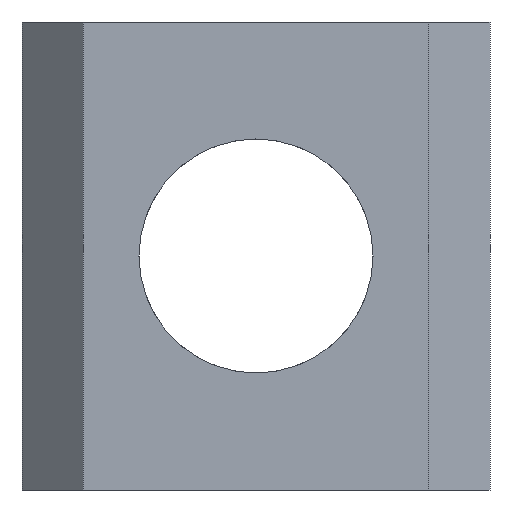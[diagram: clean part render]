
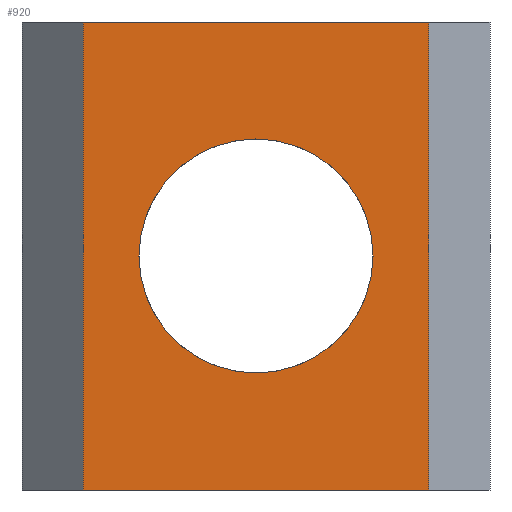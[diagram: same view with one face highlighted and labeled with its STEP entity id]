
A CAD part, front view. The second image highlights one B-rep face of the part: STEP entity #920.
In plain terms, the highlighted planar face has unit normal (0, -1, 0).
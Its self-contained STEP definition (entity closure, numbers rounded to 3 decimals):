
#283=CARTESIAN_POINT('',(12.,0.0,8.0));
#284=VERTEX_POINT('',#283);
#285=CARTESIAN_POINT('',(8.0,0.0,8.0));
#286=DIRECTION('',(0.0,1.0,0.0));
#287=DIRECTION('',(-1.0,0.0,0.0));
#288=AXIS2_PLACEMENT_3D('',#285,#286,#287);
#289=CIRCLE('',#288,4.0);
#290=EDGE_CURVE('',#284,#284,#289,.T.);
#467=CARTESIAN_POINT('',(2.1,0.0,16.0));
#468=VERTEX_POINT('',#467);
#475=CARTESIAN_POINT('',(13.9,0.0,16.0));
#476=VERTEX_POINT('',#475);
#477=CARTESIAN_POINT('',(2.1,0.0,16.0));
#478=DIRECTION('',(1.0,0.0,0.0));
#479=VECTOR('',#478,11.8);
#480=LINE('',#477,#479);
#481=EDGE_CURVE('',#468,#476,#480,.T.);
#783=CARTESIAN_POINT('',(2.1,0.0,0.0));
#784=VERTEX_POINT('',#783);
#791=CARTESIAN_POINT('',(2.1,0.0,0.0));
#792=DIRECTION('',(0.0,0.0,1.0));
#793=VECTOR('',#792,16.0);
#794=LINE('',#791,#793);
#795=EDGE_CURVE('',#784,#468,#794,.T.);
#806=CARTESIAN_POINT('',(13.9,0.0,0.0));
#807=VERTEX_POINT('',#806);
#808=CARTESIAN_POINT('',(13.9,0.0,16.0));
#809=DIRECTION('',(0.0,0.0,-1.0));
#810=VECTOR('',#809,16.0);
#811=LINE('',#808,#810);
#812=EDGE_CURVE('',#476,#807,#811,.T.);
#901=CARTESIAN_POINT('',(0.0,0.0,0.0));
#902=DIRECTION('',(0.0,-1.0,0.0));
#903=DIRECTION('',(1.0,0.0,0.0));
#904=AXIS2_PLACEMENT_3D('',#901,#902,#903);
#905=PLANE('',#904);
#906=ORIENTED_EDGE('',*,*,#795,.F.);
#907=CARTESIAN_POINT('',(2.1,0.0,0.0));
#908=DIRECTION('',(1.0,0.0,0.0));
#909=VECTOR('',#908,11.8);
#910=LINE('',#907,#909);
#911=EDGE_CURVE('',#784,#807,#910,.T.);
#912=ORIENTED_EDGE('',*,*,#911,.T.);
#913=ORIENTED_EDGE('',*,*,#812,.F.);
#914=ORIENTED_EDGE('',*,*,#481,.F.);
#915=EDGE_LOOP('',(#906,#912,#913,#914));
#916=FACE_OUTER_BOUND('',#915,.T.);
#917=ORIENTED_EDGE('',*,*,#290,.T.);
#918=EDGE_LOOP('',(#917));
#919=FACE_BOUND('',#918,.T.);
#920=ADVANCED_FACE('',(#916,#919),#905,.T.);
